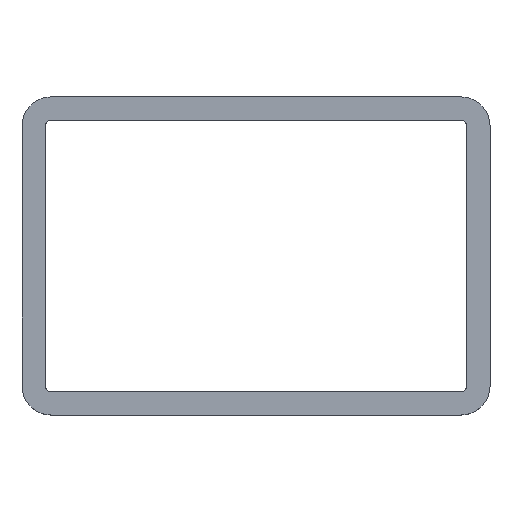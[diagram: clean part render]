
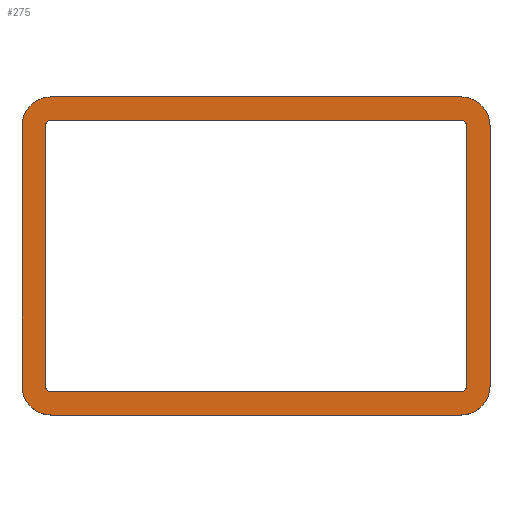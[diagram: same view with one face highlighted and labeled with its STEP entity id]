
A CAD part, top view. The second image highlights one B-rep face of the part: STEP entity #275.
In plain terms, the highlighted planar face has unit normal (0, 0, 1).
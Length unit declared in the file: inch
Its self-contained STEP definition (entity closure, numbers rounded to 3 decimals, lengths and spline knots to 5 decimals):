
#4 = CARTESIAN_POINT ( 'NONE',  ( 0.69488, -0.44094, 0.11811 ) ) ;
#6 = CARTESIAN_POINT ( 'NONE',  ( -0.69488, 0.46063, 0.11811 ) ) ;
#12 = CIRCLE ( 'NONE', #171, 0.09843 ) ;
#15 = VERTEX_POINT ( 'NONE', #562 ) ;
#22 = CIRCLE ( 'NONE', #395, 0.09843 ) ;
#24 = CARTESIAN_POINT ( 'NONE',  ( -0.69488, -0.46063, 0.11811 ) ) ;
#28 = CARTESIAN_POINT ( 'NONE',  ( -0.69488, 0.44094, 0.11811 ) ) ;
#35 = VECTOR ( 'NONE', #472, 39.37008 ) ;
#41 = EDGE_CURVE ( 'NONE', #50, #202, #105, .T. ) ;
#47 = VECTOR ( 'NONE', #270, 39.37008 ) ;
#50 = VERTEX_POINT ( 'NONE', #567 ) ;
#51 = DIRECTION ( 'NONE',  ( -1., 0., 0. ) ) ;
#52 = VERTEX_POINT ( 'NONE', #222 ) ;
#57 = CARTESIAN_POINT ( 'NONE',  ( -0.69488, 0.53937, 0.11811 ) ) ;
#60 = EDGE_CURVE ( 'NONE', #300, #178, #169, .T. ) ;
#66 = CARTESIAN_POINT ( 'NONE',  ( -0.69488, -0.53937, 0.11811 ) ) ;
#69 = VECTOR ( 'NONE', #314, 39.37008 ) ;
#75 = DIRECTION ( 'NONE',  ( -1., 0., 0. ) ) ;
#81 = EDGE_CURVE ( 'NONE', #101, #126, #165, .T. ) ;
#95 = ORIENTED_EDGE ( 'NONE', *, *, #306, .F. ) ;
#97 = DIRECTION ( 'NONE',  ( 0., -1., 0. ) ) ;
#99 = AXIS2_PLACEMENT_3D ( 'NONE', #566, #161, #111 ) ;
#101 = VERTEX_POINT ( 'NONE', #618 ) ;
#104 = DIRECTION ( 'NONE',  ( -1., 0., 0. ) ) ;
#105 = LINE ( 'NONE', #110, #396 ) ;
#106 = AXIS2_PLACEMENT_3D ( 'NONE', #28, #380, #333 ) ;
#110 = CARTESIAN_POINT ( 'NONE',  ( 0.79331, -0.44094, 0.11811 ) ) ;
#111 = DIRECTION ( 'NONE',  ( -1., 0., 0. ) ) ;
#113 = ORIENTED_EDGE ( 'NONE', *, *, #545, .T. ) ;
#120 = DIRECTION ( 'NONE',  ( 0., 1., 0. ) ) ;
#125 = PLANE ( 'NONE',  #106 ) ;
#126 = VERTEX_POINT ( 'NONE', #479 ) ;
#130 = AXIS2_PLACEMENT_3D ( 'NONE', #500, #652, #51 ) ;
#137 = DIRECTION ( 'NONE',  ( -1., 0., 0. ) ) ;
#144 = DIRECTION ( 'NONE',  ( 0., 1., 0. ) ) ;
#146 = CARTESIAN_POINT ( 'NONE',  ( -0.69488, 0.53937, 0.11811 ) ) ;
#153 = DIRECTION ( 'NONE',  ( 0., 0., -1. ) ) ;
#155 = DIRECTION ( 'NONE',  ( -1., 0., 0. ) ) ;
#161 = DIRECTION ( 'NONE',  ( 0., 0., -1. ) ) ;
#162 = CARTESIAN_POINT ( 'NONE',  ( -0.69488, -0.44094, 0.11811 ) ) ;
#165 = LINE ( 'NONE', #362, #35 ) ;
#168 = VERTEX_POINT ( 'NONE', #469 ) ;
#169 = CIRCLE ( 'NONE', #592, 0.01969 ) ;
#171 = AXIS2_PLACEMENT_3D ( 'NONE', #4, #319, #620 ) ;
#172 = DIRECTION ( 'NONE',  ( 1., 0., 0. ) ) ;
#174 = EDGE_CURVE ( 'NONE', #304, #242, #416, .T. ) ;
#178 = VERTEX_POINT ( 'NONE', #267 ) ;
#184 = ORIENTED_EDGE ( 'NONE', *, *, #60, .F. ) ;
#189 = EDGE_CURVE ( 'NONE', #15, #449, #207, .T. ) ;
#199 = EDGE_CURVE ( 'NONE', #178, #15, #276, .T. ) ;
#202 = VERTEX_POINT ( 'NONE', #341 ) ;
#207 = CIRCLE ( 'NONE', #471, 0.01969 ) ;
#217 = AXIS2_PLACEMENT_3D ( 'NONE', #464, #612, #410 ) ;
#222 = CARTESIAN_POINT ( 'NONE',  ( -0.71457, 0.44094, 0.11811 ) ) ;
#227 = EDGE_CURVE ( 'NONE', #304, #126, #22, .T. ) ;
#230 = CARTESIAN_POINT ( 'NONE',  ( 0.71457, 0.44094, 0.11811 ) ) ;
#242 = VERTEX_POINT ( 'NONE', #483 ) ;
#259 = LINE ( 'NONE', #57, #69 ) ;
#267 = CARTESIAN_POINT ( 'NONE',  ( -0.69488, -0.46063, 0.11811 ) ) ;
#270 = DIRECTION ( 'NONE',  ( -1., 0., 0. ) ) ;
#275 = ADVANCED_FACE ( 'NONE', ( #378, #635 ), #125, .F. ) ;
#276 = LINE ( 'NONE', #24, #302 ) ;
#277 = VERTEX_POINT ( 'NONE', #230 ) ;
#288 = DIRECTION ( 'NONE',  ( 0., 0., -1. ) ) ;
#294 = EDGE_LOOP ( 'NONE', ( #439, #653, #642, #497, #588, #531, #113, #338 ) ) ;
#300 = VERTEX_POINT ( 'NONE', #553 ) ;
#302 = VECTOR ( 'NONE', #172, 39.37008 ) ;
#304 = VERTEX_POINT ( 'NONE', #446 ) ;
#306 = EDGE_CURVE ( 'NONE', #449, #277, #397, .T. ) ;
#314 = DIRECTION ( 'NONE',  ( -1., 0., 0. ) ) ;
#319 = DIRECTION ( 'NONE',  ( 0., 0., -1. ) ) ;
#328 = DIRECTION ( 'NONE',  ( 0., 0., 1. ) ) ;
#331 = CARTESIAN_POINT ( 'NONE',  ( -0.69488, -0.44094, 0.11811 ) ) ;
#333 = DIRECTION ( 'NONE',  ( -1., 0., 0. ) ) ;
#338 = ORIENTED_EDGE ( 'NONE', *, *, #445, .F. ) ;
#341 = CARTESIAN_POINT ( 'NONE',  ( 0.79331, 0.44094, 0.11811 ) ) ;
#345 = EDGE_LOOP ( 'NONE', ( #466, #353, #388, #515, #95, #481, #611, #184 ) ) ;
#352 = CARTESIAN_POINT ( 'NONE',  ( -0.71457, -0.44094, 0.11811 ) ) ;
#353 = ORIENTED_EDGE ( 'NONE', *, *, #582, .T. ) ;
#358 = LINE ( 'NONE', #352, #452 ) ;
#362 = CARTESIAN_POINT ( 'NONE',  ( -0.79331, -0.44094, 0.11811 ) ) ;
#367 = LINE ( 'NONE', #370, #47 ) ;
#370 = CARTESIAN_POINT ( 'NONE',  ( -0.69488, 0.46063, 0.11811 ) ) ;
#371 = DIRECTION ( 'NONE',  ( 1., 0., 0. ) ) ;
#378 = FACE_BOUND ( 'NONE', #345, .T. ) ;
#380 = DIRECTION ( 'NONE',  ( 0., 0., -1. ) ) ;
#388 = ORIENTED_EDGE ( 'NONE', *, *, #538, .F. ) ;
#394 = VERTEX_POINT ( 'NONE', #146 ) ;
#395 = AXIS2_PLACEMENT_3D ( 'NONE', #331, #288, #137 ) ;
#396 = VECTOR ( 'NONE', #120, 39.37008 ) ;
#397 = LINE ( 'NONE', #594, #559 ) ;
#403 = CARTESIAN_POINT ( 'NONE',  ( 0.71457, -0.44094, 0.11811 ) ) ;
#410 = DIRECTION ( 'NONE',  ( -1., 0., 0. ) ) ;
#416 = LINE ( 'NONE', #66, #548 ) ;
#422 = EDGE_CURVE ( 'NONE', #52, #300, #358, .T. ) ;
#425 = VERTEX_POINT ( 'NONE', #645 ) ;
#439 = ORIENTED_EDGE ( 'NONE', *, *, #81, .T. ) ;
#445 = EDGE_CURVE ( 'NONE', #101, #394, #549, .T. ) ;
#446 = CARTESIAN_POINT ( 'NONE',  ( -0.69488, -0.53937, 0.11811 ) ) ;
#449 = VERTEX_POINT ( 'NONE', #403 ) ;
#452 = VECTOR ( 'NONE', #97, 39.37008 ) ;
#464 = CARTESIAN_POINT ( 'NONE',  ( 0.69488, 0.44094, 0.11811 ) ) ;
#466 = ORIENTED_EDGE ( 'NONE', *, *, #422, .F. ) ;
#469 = CARTESIAN_POINT ( 'NONE',  ( 0.69488, 0.53937, 0.11811 ) ) ;
#471 = AXIS2_PLACEMENT_3D ( 'NONE', #627, #480, #75 ) ;
#472 = DIRECTION ( 'NONE',  ( 0., -1., 0. ) ) ;
#479 = CARTESIAN_POINT ( 'NONE',  ( -0.79331, -0.44094, 0.11811 ) ) ;
#480 = DIRECTION ( 'NONE',  ( 0., 0., 1. ) ) ;
#481 = ORIENTED_EDGE ( 'NONE', *, *, #189, .F. ) ;
#482 = CIRCLE ( 'NONE', #217, 0.01969 ) ;
#483 = CARTESIAN_POINT ( 'NONE',  ( 0.69488, -0.53937, 0.11811 ) ) ;
#487 = VERTEX_POINT ( 'NONE', #6 ) ;
#494 = EDGE_CURVE ( 'NONE', #50, #242, #12, .T. ) ;
#497 = ORIENTED_EDGE ( 'NONE', *, *, #494, .F. ) ;
#500 = CARTESIAN_POINT ( 'NONE',  ( -0.69488, 0.44094, 0.11811 ) ) ;
#515 = ORIENTED_EDGE ( 'NONE', *, *, #550, .F. ) ;
#531 = ORIENTED_EDGE ( 'NONE', *, *, #634, .F. ) ;
#538 = EDGE_CURVE ( 'NONE', #425, #487, #367, .T. ) ;
#545 = EDGE_CURVE ( 'NONE', #168, #394, #259, .T. ) ;
#548 = VECTOR ( 'NONE', #371, 39.37008 ) ;
#549 = CIRCLE ( 'NONE', #130, 0.09843 ) ;
#550 = EDGE_CURVE ( 'NONE', #277, #425, #482, .T. ) ;
#553 = CARTESIAN_POINT ( 'NONE',  ( -0.71457, -0.44094, 0.11811 ) ) ;
#559 = VECTOR ( 'NONE', #144, 39.37008 ) ;
#562 = CARTESIAN_POINT ( 'NONE',  ( 0.69488, -0.46063, 0.11811 ) ) ;
#566 = CARTESIAN_POINT ( 'NONE',  ( -0.69488, 0.44094, 0.11811 ) ) ;
#567 = CARTESIAN_POINT ( 'NONE',  ( 0.79331, -0.44094, 0.11811 ) ) ;
#582 = EDGE_CURVE ( 'NONE', #52, #487, #628, .T. ) ;
#588 = ORIENTED_EDGE ( 'NONE', *, *, #41, .T. ) ;
#592 = AXIS2_PLACEMENT_3D ( 'NONE', #162, #328, #155 ) ;
#594 = CARTESIAN_POINT ( 'NONE',  ( 0.71457, -0.44094, 0.11811 ) ) ;
#609 = CARTESIAN_POINT ( 'NONE',  ( 0.69488, 0.44094, 0.11811 ) ) ;
#611 = ORIENTED_EDGE ( 'NONE', *, *, #199, .F. ) ;
#612 = DIRECTION ( 'NONE',  ( 0., 0., 1. ) ) ;
#617 = CIRCLE ( 'NONE', #638, 0.09843 ) ;
#618 = CARTESIAN_POINT ( 'NONE',  ( -0.79331, 0.44094, 0.11811 ) ) ;
#620 = DIRECTION ( 'NONE',  ( -1., 0., 0. ) ) ;
#627 = CARTESIAN_POINT ( 'NONE',  ( 0.69488, -0.44094, 0.11811 ) ) ;
#628 = CIRCLE ( 'NONE', #99, 0.01969 ) ;
#634 = EDGE_CURVE ( 'NONE', #168, #202, #617, .T. ) ;
#635 = FACE_OUTER_BOUND ( 'NONE', #294, .T. ) ;
#638 = AXIS2_PLACEMENT_3D ( 'NONE', #609, #153, #104 ) ;
#642 = ORIENTED_EDGE ( 'NONE', *, *, #174, .T. ) ;
#645 = CARTESIAN_POINT ( 'NONE',  ( 0.69488, 0.46063, 0.11811 ) ) ;
#652 = DIRECTION ( 'NONE',  ( 0., 0., -1. ) ) ;
#653 = ORIENTED_EDGE ( 'NONE', *, *, #227, .F. ) ;
